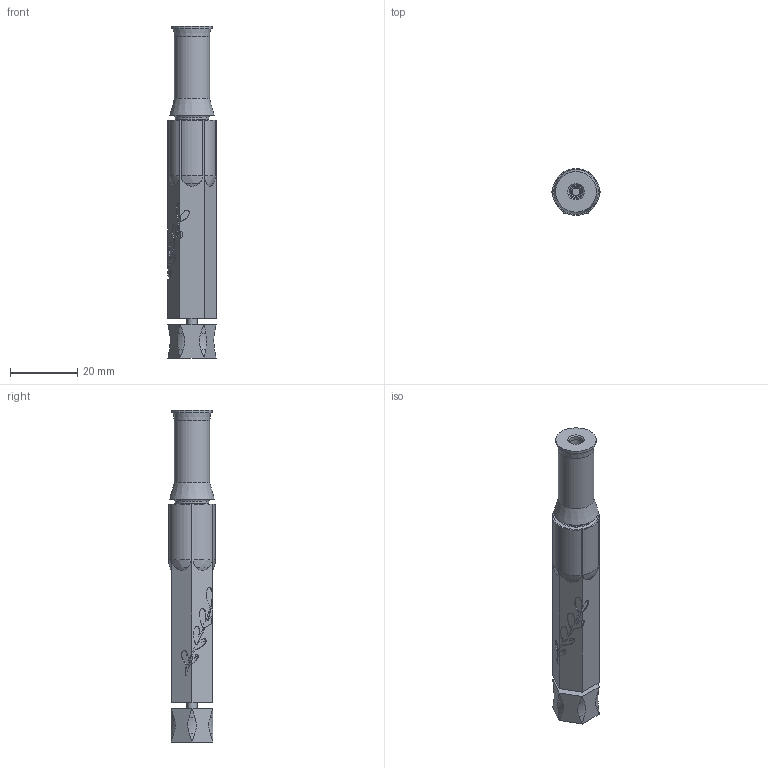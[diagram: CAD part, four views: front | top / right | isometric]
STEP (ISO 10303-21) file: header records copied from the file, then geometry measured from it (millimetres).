
FILE_DESCRIPTION(/* description */ (''),/* implementation_level */ '2;1');
FILE_NAME(/* name */ 'FountainPen Final Syringe v17.step',/* time_stamp */ '2021-12-22T19:07:03+04:00',/* author */ (''),/* organization */ (''),/* preprocessor_version */ 'ST-DEVELOPER v18.1',/* originating_system */ 'Autodesk Translation Framework v10.10.0.1391',/* authorisation */ '');
FILE_SCHEMA (('AUTOMOTIVE_DESIGN { 1 0 10303 214 3 1 1 }','AP242_MANAGED_MODEL_BASED_3D_ENGINEERING_MIM_LF { 1 0 10303 442 1 1 4 }'));
Length unit declared in the file: millimetre
Products named in the file (11): FountainPen Final Syringe; Barrel; Body; Refrences; Syringe; Brass Rod; Syringe One Way Valve; O-Rings; O-Ring; Piston_Grip; Handle Preppy
Assembly tree (10 placements, depth 4):
  FountainPen Final Syringe
    Barrel
      Body
    Refrences
      Syringe
      Brass Rod
      Syringe One Way Valve
      O-Rings
        O-Ring
    Piston_Grip
    Handle Preppy
Bounding box: 14.26 x 13.95 x 98.6 mm (x, y, z)
Volume: 8919.8 mm3; surface area: 10933.3 mm2
Topology: 10 solids, 10 shells, 525 faces, 1433 edges, 939 vertices
Faces by surface type: bspline 269, plane 167, cylinder 49, cone 30, torus 10
Full cylindrical faces by diameter (mm): 2.4 x1, 2.5 x2, 2.6 x1, 2.8 x1, 3 x1, 3.25 x2, 4.05 x1, 5.5 x1, 6 x1, 7 x1, 8.4 x1, 8.9 x1, 9.5 x3, 9.8 x3, 10 x1, 10.4 x1, 10.5 x1, 10.75 x2, 11.193 x4, 12.1 x1
Entity records: 20230 total; most frequent: CARTESIAN_POINT 9401, ORIENTED_EDGE 2866, DIRECTION 1451, EDGE_CURVE 1433, VERTEX_POINT 939, LINE 635, VECTOR 635, EDGE_LOOP 548
